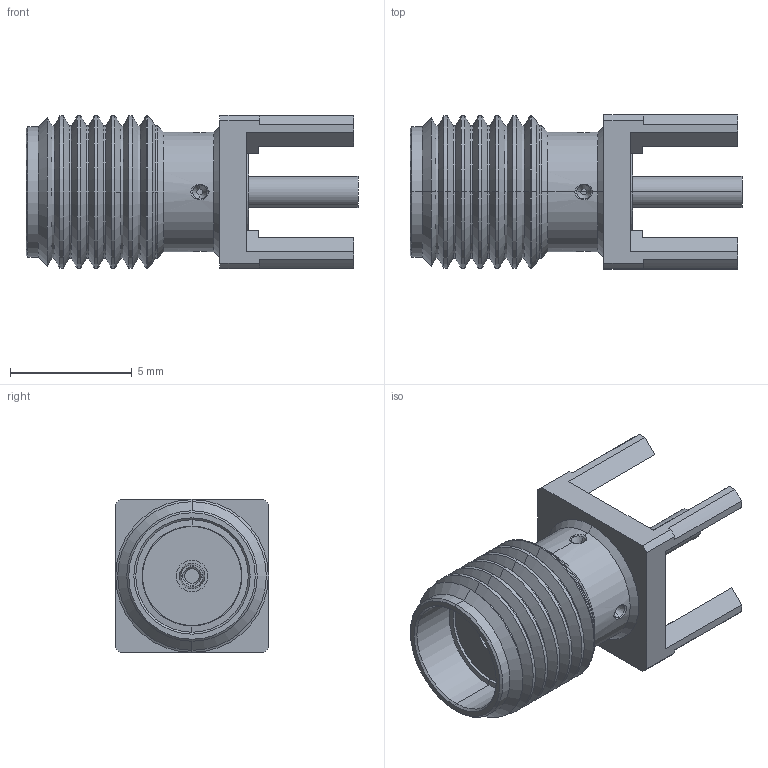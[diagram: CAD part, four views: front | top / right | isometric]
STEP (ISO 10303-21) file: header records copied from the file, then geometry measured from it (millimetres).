
FILE_DESCRIPTION(('STEP AP214'),'1');
FILE_NAME('r125426000.stp','2020-03-13T20:56:07',('TraceParts'),('TraceParts S.A.'),'Spatial InterOp 3D',' ',' ');
FILE_SCHEMA(('AUTOMOTIVE_DESIGN { 1 0 10303 214 1 1 1 1 }'));
Length unit declared in the file: millimetre
Products named in the file (1): r125426000
Bounding box: 13.62 x 6.31 x 6.31 mm (x, y, z)
Volume: 224.9 mm3; surface area: 455.7 mm2
Topology: 1 solids, 1 shells, 184 faces, 455 edges, 286 vertices
Faces by surface type: cone 68, cylinder 64, plane 44, bspline 8
Entity records: 6144 total; most frequent: CARTESIAN_POINT 1745, DIRECTION 951, ORIENTED_EDGE 910, EDGE_CURVE 455, AXIS2_PLACEMENT_3D 374, VERTEX_POINT 286, LINE 203, VECTOR 203
